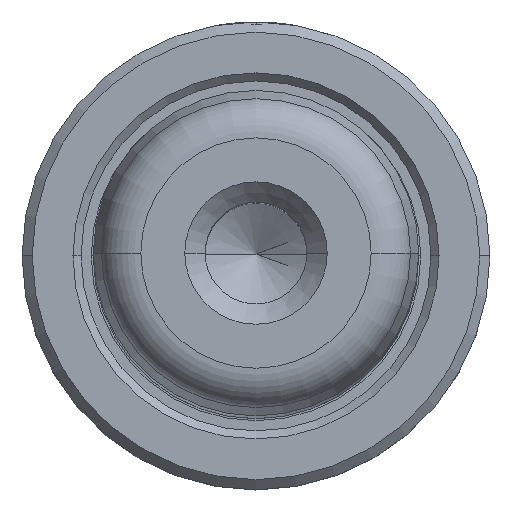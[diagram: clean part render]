
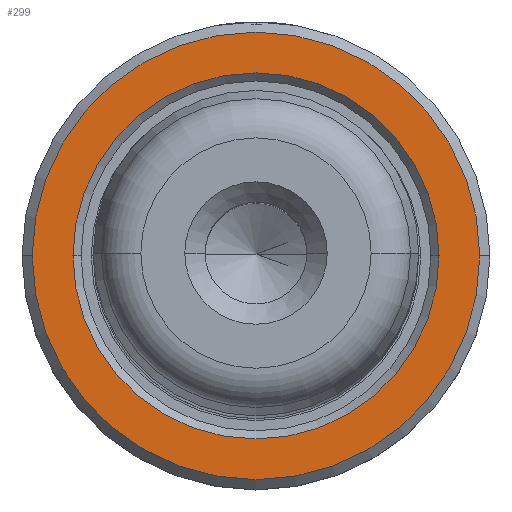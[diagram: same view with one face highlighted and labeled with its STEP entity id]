
A CAD part, top view. The second image highlights one B-rep face of the part: STEP entity #299.
In plain terms, the highlighted planar face has unit normal (0, 0, 1).
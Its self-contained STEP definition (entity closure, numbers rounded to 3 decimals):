
#162 = ORIENTED_EDGE ( 'NONE', *, *, #212, .T. ) ;
#177 = CARTESIAN_POINT ( 'NONE',  ( 9., 0., 40. ) ) ;
#212 = EDGE_CURVE ( 'NONE', #432, #890, #2059, .T. ) ;
#226 = CARTESIAN_POINT ( 'NONE',  ( -11., 0., 40. ) ) ;
#299 = ADVANCED_FACE ( 'NONE', ( #1049, #447 ), #984, .F. ) ;
#432 = VERTEX_POINT ( 'NONE', #685 ) ;
#447 = FACE_BOUND ( 'NONE', #2159, .T. ) ;
#685 = CARTESIAN_POINT ( 'NONE',  ( 11., 0., 40. ) ) ;
#787 = AXIS2_PLACEMENT_3D ( 'NONE', #1532, #1528, #1522 ) ;
#842 = AXIS2_PLACEMENT_3D ( 'NONE', #934, #925, #916 ) ;
#890 = VERTEX_POINT ( 'NONE', #226 ) ;
#916 = DIRECTION ( 'NONE',  ( -1., 0., 0. ) ) ;
#923 = EDGE_LOOP ( 'NONE', ( #1103, #162 ) ) ;
#925 = DIRECTION ( 'NONE',  ( 0., 0., -1. ) ) ;
#934 = CARTESIAN_POINT ( 'NONE',  ( 0., 0., 40. ) ) ;
#973 = DIRECTION ( 'NONE',  ( -1., 0., 0. ) ) ;
#979 = CARTESIAN_POINT ( 'NONE',  ( 8., 0., 40. ) ) ;
#984 = PLANE ( 'NONE',  #2015 ) ;
#1019 = CARTESIAN_POINT ( 'NONE',  ( -9., 0., 40. ) ) ;
#1049 = FACE_OUTER_BOUND ( 'NONE', #923, .T. ) ;
#1053 = DIRECTION ( 'NONE',  ( 0., 0., -1. ) ) ;
#1103 = ORIENTED_EDGE ( 'NONE', *, *, #1132, .T. ) ;
#1124 = DIRECTION ( 'NONE',  ( -1., 0., 0. ) ) ;
#1127 = DIRECTION ( 'NONE',  ( 0., 0., 1. ) ) ;
#1130 = CARTESIAN_POINT ( 'NONE',  ( 0., 0., 40. ) ) ;
#1132 = EDGE_CURVE ( 'NONE', #890, #432, #1698, .T. ) ;
#1200 = EDGE_CURVE ( 'NONE', #1357, #1714, #1656, .T. ) ;
#1222 = ORIENTED_EDGE ( 'NONE', *, *, #2281, .T. ) ;
#1357 = VERTEX_POINT ( 'NONE', #1019 ) ;
#1375 = AXIS2_PLACEMENT_3D ( 'NONE', #1130, #1127, #1124 ) ;
#1522 = DIRECTION ( 'NONE',  ( -1., 0., 0. ) ) ;
#1528 = DIRECTION ( 'NONE',  ( 0., 0., -1. ) ) ;
#1532 = CARTESIAN_POINT ( 'NONE',  ( 0., 0., 40. ) ) ;
#1558 = CIRCLE ( 'NONE', #842, 9. ) ;
#1622 = DIRECTION ( 'NONE',  ( -1., 0., 0. ) ) ;
#1626 = DIRECTION ( 'NONE',  ( 0., 0., 1. ) ) ;
#1632 = CARTESIAN_POINT ( 'NONE',  ( 0., 0., 40. ) ) ;
#1656 = CIRCLE ( 'NONE', #787, 9. ) ;
#1698 = CIRCLE ( 'NONE', #2233, 11. ) ;
#1714 = VERTEX_POINT ( 'NONE', #177 ) ;
#1945 = ORIENTED_EDGE ( 'NONE', *, *, #1200, .T. ) ;
#2015 = AXIS2_PLACEMENT_3D ( 'NONE', #979, #1053, #973 ) ;
#2059 = CIRCLE ( 'NONE', #1375, 11. ) ;
#2159 = EDGE_LOOP ( 'NONE', ( #1222, #1945 ) ) ;
#2233 = AXIS2_PLACEMENT_3D ( 'NONE', #1632, #1626, #1622 ) ;
#2281 = EDGE_CURVE ( 'NONE', #1714, #1357, #1558, .T. ) ;
